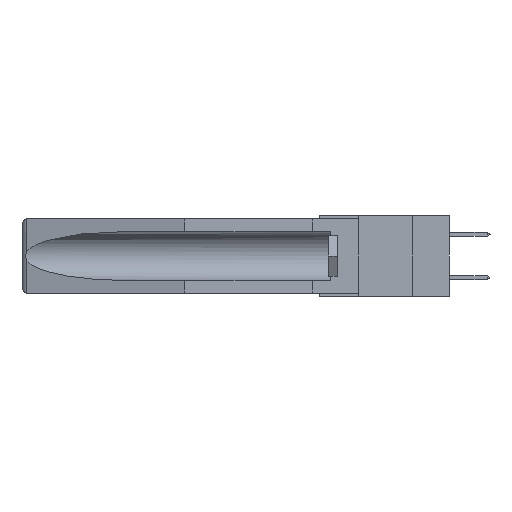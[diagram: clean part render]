
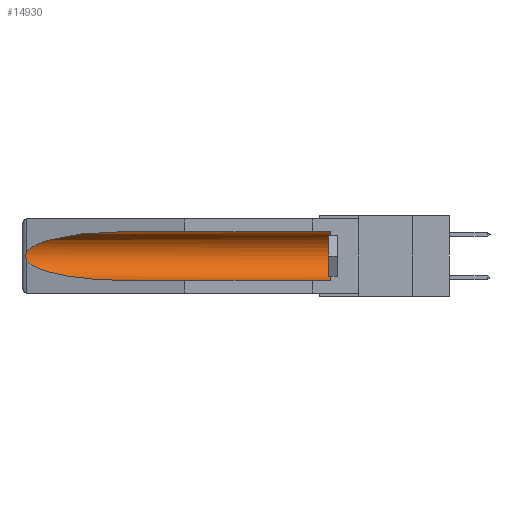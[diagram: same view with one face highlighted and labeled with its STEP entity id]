
A CAD part, left-side view. The second image highlights one B-rep face of the part: STEP entity #14930.
In plain terms, the highlighted cylindrical face has radius 2.857 mm (diameter 5.715 mm), a partial arc.
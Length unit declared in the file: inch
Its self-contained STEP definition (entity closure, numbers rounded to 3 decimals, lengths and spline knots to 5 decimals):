
#384 = CARTESIAN_POINT ( 'NONE',  ( 0.26537, 1.52718, -0.19328 ) ) ;
#713 = CARTESIAN_POINT ( 'NONE',  ( 0.26597, 1.52961, -0.15275 ) ) ;
#954 = EDGE_LOOP ( 'NONE', ( #7131, #6161, #1292, #10672, #3767, #10653 ) ) ;
#1018 = CARTESIAN_POINT ( 'NONE',  ( 0.2673, 1.5327, -0.16383 ) ) ;
#1280 = CARTESIAN_POINT ( 'NONE',  ( 0.155, 0.126, -0.059 ) ) ;
#1292 = ORIENTED_EDGE ( 'NONE', *, *, #16182, .T. ) ;
#1294 = CYLINDRICAL_SURFACE ( 'NONE', #1942, 0.1125 ) ;
#1674 = EDGE_CURVE ( 'NONE', #16518, #4393, #6289, .T. ) ;
#1813 = EDGE_CURVE ( 'NONE', #7312, #5392, #9684, .T. ) ;
#1942 = AXIS2_PLACEMENT_3D ( 'NONE', #15437, #12096, #2949 ) ;
#2437 = CARTESIAN_POINT ( 'NONE',  ( 0.26537, 1.52718, -0.14972 ) ) ;
#2474 = CARTESIAN_POINT ( 'NONE',  ( 0.2675, 1.53308, -0.17534 ) ) ;
#2949 = DIRECTION ( 'NONE',  ( 0., 0., 1. ) ) ;
#3506 = CARTESIAN_POINT ( 'NONE',  ( 0.26537, 1.52718, -0.14972 ) ) ;
#3767 = ORIENTED_EDGE ( 'NONE', *, *, #1674, .T. ) ;
#3801 = DIRECTION ( 'NONE',  ( 0., 1., 0. ) ) ;
#3843 = DIRECTION ( 'NONE',  ( 0., 0., 1. ) ) ;
#3925 = CARTESIAN_POINT ( 'NONE',  ( 0.155, -0.30754, -0.284 ) ) ;
#4393 = VERTEX_POINT ( 'NONE', #1280 ) ;
#4683 = CARTESIAN_POINT ( 'NONE',  ( 0.155, 1.07973, -0.059 ) ) ;
#5178 = CARTESIAN_POINT ( 'NONE',  ( 0.21114, 1.30732, -0.284 ) ) ;
#5392 = VERTEX_POINT ( 'NONE', #3506 ) ;
#5603 = CARTESIAN_POINT ( 'NONE',  ( 0.25451, 1.48313, -0.09465 ) ) ;
#5658 = CARTESIAN_POINT ( 'NONE',  ( 0.2673, 1.53269, -0.17917 ) ) ;
#5718 = VERTEX_POINT ( 'NONE', #12396 ) ;
#5830 = CARTESIAN_POINT ( 'NONE',  ( 0.155, 0.126, -0.284 ) ) ;
#6161 = ORIENTED_EDGE ( 'NONE', *, *, #19194, .T. ) ;
#6289 = CIRCLE ( 'NONE', #6458, 0.1125 ) ;
#6458 = AXIS2_PLACEMENT_3D ( 'NONE', #14534, #6899, #3843 ) ;
#6709 = CARTESIAN_POINT ( 'NONE',  ( 0.155, 1.07973, -0.284 ) ) ;
#6899 = DIRECTION ( 'NONE',  ( 0., -1., 0. ) ) ;
#7131 = ORIENTED_EDGE ( 'NONE', *, *, #1813, .T. ) ;
#7232 = LINE ( 'NONE', #9195, #10633 ) ;
#7312 = VERTEX_POINT ( 'NONE', #4683 ) ;
#8389 = VECTOR ( 'NONE', #3801, 39.37008 ) ;
#8617 = CARTESIAN_POINT ( 'NONE',  ( 0.26597, 1.5296, -0.19026 ) ) ;
#9195 = CARTESIAN_POINT ( 'NONE',  ( 0.155, -0.30754, -0.059 ) ) ;
#9362 = VERTEX_POINT ( 'NONE', #12036 ) ;
#9684 =( BOUNDED_CURVE ( )  B_SPLINE_CURVE ( 3, ( #14658, #11605, #5603, #2437 ),
 .UNSPECIFIED., .F., .F. ) 
 B_SPLINE_CURVE_WITH_KNOTS ( ( 4, 4 ),
 ( 4.71239, 6.08839 ),
 .UNSPECIFIED. ) 
 CURVE ( )  GEOMETRIC_REPRESENTATION_ITEM ( )  RATIONAL_B_SPLINE_CURVE ( ( 1., 0.848, 0.848, 1. ) ) 
 REPRESENTATION_ITEM ( '' )  );
#9879 = CARTESIAN_POINT ( 'NONE',  ( 0.26537, 1.52718, -0.14972 ) ) ;
#10318 = LINE ( 'NONE', #3925, #8389 ) ;
#10633 = VECTOR ( 'NONE', #15388, 39.37008 ) ;
#10653 = ORIENTED_EDGE ( 'NONE', *, *, #15397, .T. ) ;
#10672 = ORIENTED_EDGE ( 'NONE', *, *, #18304, .F. ) ;
#10913 =( BOUNDED_CURVE ( )  B_SPLINE_CURVE ( 3, ( #384, #14344, #5178, #6709 ),
 .UNSPECIFIED., .F., .F. ) 
 B_SPLINE_CURVE_WITH_KNOTS ( ( 4, 4 ),
 ( 0.1948, 1.5708 ),
 .UNSPECIFIED. ) 
 CURVE ( )  GEOMETRIC_REPRESENTATION_ITEM ( )  RATIONAL_B_SPLINE_CURVE ( ( 1., 0.848, 0.848, 1. ) ) 
 REPRESENTATION_ITEM ( '' )  );
#11605 = CARTESIAN_POINT ( 'NONE',  ( 0.21114, 1.30732, -0.059 ) ) ;
#11648 = CARTESIAN_POINT ( 'NONE',  ( 0.26537, 1.52718, -0.19328 ) ) ;
#11991 = B_SPLINE_CURVE_WITH_KNOTS ( 'NONE', 3,
 ( #9879, #713, #19368, #1018, #17766, #2474, #5658, #16232, #8617, #11648 ),
 .UNSPECIFIED., .F., .F.,
 ( 4, 2, 2, 2, 4 ),
 ( 0., 0.00029, 0.00058, 0.00087, 0.00117 ),
 .UNSPECIFIED. ) ;
#12036 = CARTESIAN_POINT ( 'NONE',  ( 0.155, 1.07973, -0.284 ) ) ;
#12096 = DIRECTION ( 'NONE',  ( 0., 1., 0. ) ) ;
#12300 = FACE_OUTER_BOUND ( 'NONE', #954, .T. ) ;
#12396 = CARTESIAN_POINT ( 'NONE',  ( 0.26537, 1.52718, -0.19328 ) ) ;
#14344 = CARTESIAN_POINT ( 'NONE',  ( 0.25451, 1.48313, -0.24835 ) ) ;
#14534 = CARTESIAN_POINT ( 'NONE',  ( 0.155, 0.126, -0.1715 ) ) ;
#14658 = CARTESIAN_POINT ( 'NONE',  ( 0.155, 1.07973, -0.059 ) ) ;
#14930 = ADVANCED_FACE ( 'NONE', ( #12300 ), #1294, .F. ) ;
#15388 = DIRECTION ( 'NONE',  ( 0., 1., 0. ) ) ;
#15397 = EDGE_CURVE ( 'NONE', #4393, #7312, #7232, .T. ) ;
#15437 = CARTESIAN_POINT ( 'NONE',  ( 0.155, -0.30754, -0.1715 ) ) ;
#16182 = EDGE_CURVE ( 'NONE', #5718, #9362, #10913, .T. ) ;
#16232 = CARTESIAN_POINT ( 'NONE',  ( 0.26655, 1.53094, -0.18657 ) ) ;
#16518 = VERTEX_POINT ( 'NONE', #5830 ) ;
#17766 = CARTESIAN_POINT ( 'NONE',  ( 0.2675, 1.53308, -0.16763 ) ) ;
#18304 = EDGE_CURVE ( 'NONE', #16518, #9362, #10318, .T. ) ;
#19194 = EDGE_CURVE ( 'NONE', #5392, #5718, #11991, .T. ) ;
#19368 = CARTESIAN_POINT ( 'NONE',  ( 0.26654, 1.53092, -0.15636 ) ) ;
